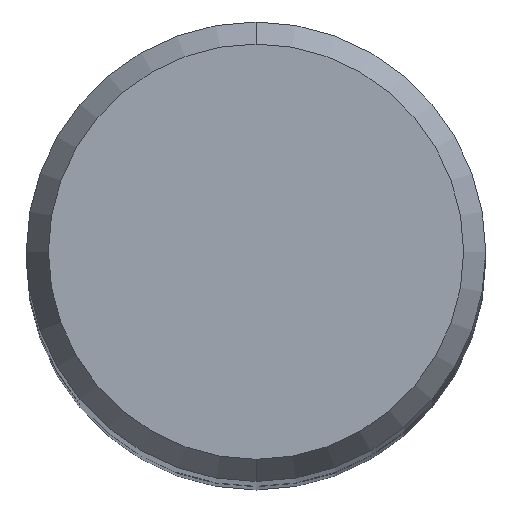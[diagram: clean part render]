
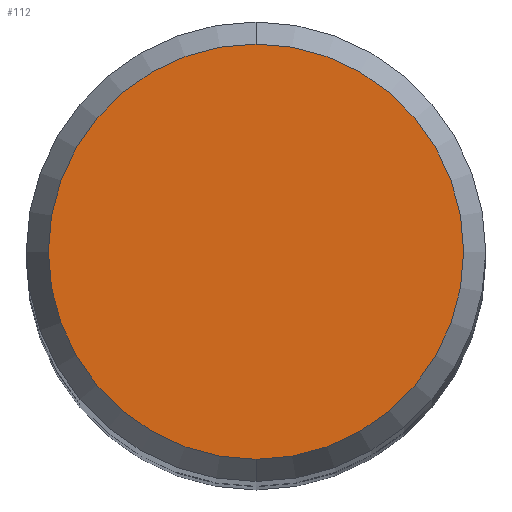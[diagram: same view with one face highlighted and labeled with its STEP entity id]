
A CAD part, top view. The second image highlights one B-rep face of the part: STEP entity #112.
In plain terms, the highlighted planar face has unit normal (0, 0, 1).
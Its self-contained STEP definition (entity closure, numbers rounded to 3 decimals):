
#84=VERTEX_POINT('',#205);
#86=EDGE_CURVE('',#164,#84,#207,.T.);
#112=ADVANCED_FACE('',(#236),#237,.T.);
#130=EDGE_CURVE('',#84,#164,#256,.T.);
#164=VERTEX_POINT('',#297);
#205=CARTESIAN_POINT('',(0.,-4.304,0.01));
#207=CIRCLE('',#335,4.304);
#236=FACE_OUTER_BOUND('',#373,.T.);
#237=PLANE('',#374);
#256=CIRCLE('',#398,4.304);
#297=CARTESIAN_POINT('',(0.0,4.304,0.01));
#335=AXIS2_PLACEMENT_3D('',#476,#477,#478);
#373=EDGE_LOOP('',(#514,#515));
#374=AXIS2_PLACEMENT_3D('',#516,#517,#518);
#398=AXIS2_PLACEMENT_3D('',#538,#539,#540);
#476=CARTESIAN_POINT('',(0.0,0.0,0.01));
#477=DIRECTION('',(0.0,0.0,-1.0));
#478=DIRECTION('',(0.0,1.0,0.0));
#514=ORIENTED_EDGE('',*,*,#86,.F.);
#515=ORIENTED_EDGE('',*,*,#130,.F.);
#516=CARTESIAN_POINT('',(0.0,2.152,0.01));
#517=DIRECTION('',(-0.0,0.0,1.0));
#518=DIRECTION('',(0.0,-1.0,0.0));
#538=CARTESIAN_POINT('',(0.0,0.0,0.01));
#539=DIRECTION('',(0.0,0.0,-1.0));
#540=DIRECTION('',(0.0,1.0,0.0));
